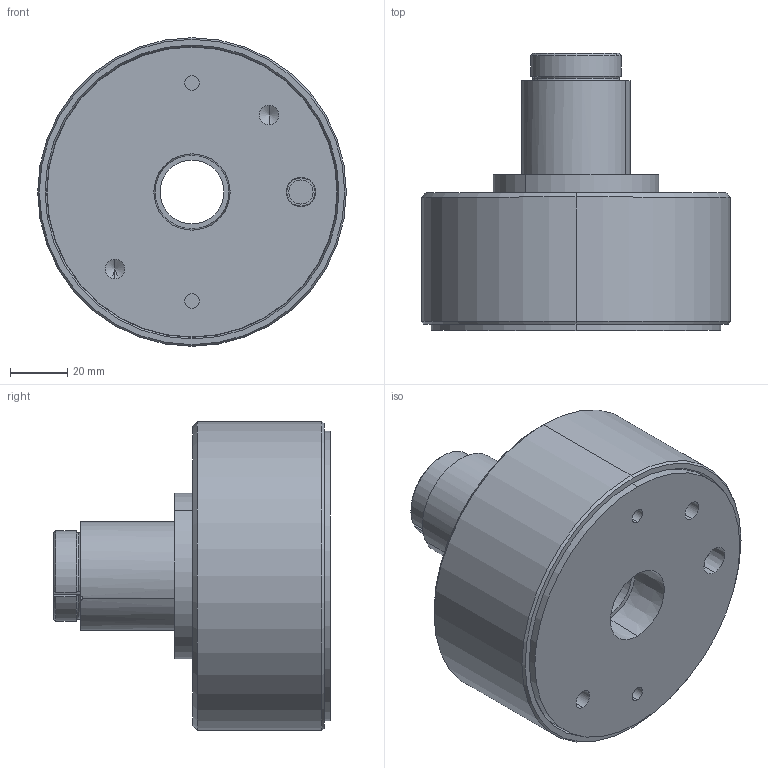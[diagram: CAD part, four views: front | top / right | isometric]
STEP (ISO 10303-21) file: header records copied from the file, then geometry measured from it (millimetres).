
FILE_DESCRIPTION (( 'STEP AP214' ), '1' );
FILE_NAME ('CTSC-001946.STEP', '2025-07-23T19:29:11', ( '' ), ( '' ), 'SwSTEP 2.0', 'SolidWorks 2023', '' );
FILE_SCHEMA (( 'AUTOMOTIVE_DESIGN' ));
Length unit declared in the file: inch
Products named in the file (1): CTSC-001946
Bounding box: 107.95 x 96.85 x 107.95 mm (x, y, z)
Volume: 456123.3 mm3; surface area: 55135.6 mm2
Topology: 1 solids, 1 shells, 60 faces, 132 edges, 82 vertices
Faces by surface type: cylinder 26, cone 16, plane 16, torus 2
Entity records: 2426 total; most frequent: CARTESIAN_POINT 325, DIRECTION 312, ORIENTED_EDGE 256, AXIS2_PLACEMENT_3D 131, EDGE_CURVE 128, VERTEX_POINT 82, EDGE_LOOP 74, CIRCLE 70
